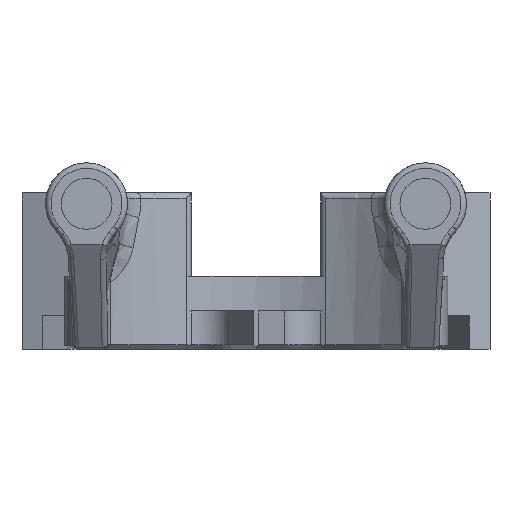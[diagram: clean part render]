
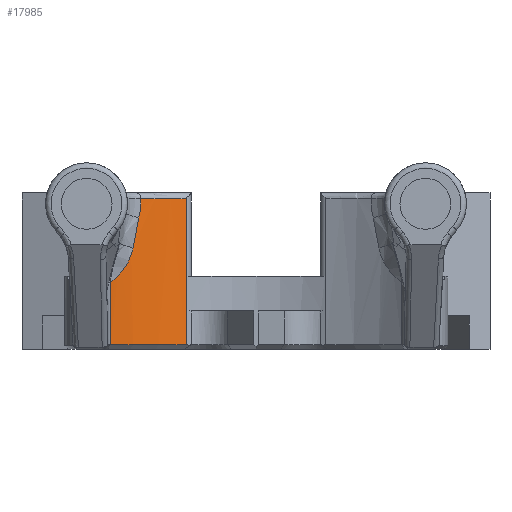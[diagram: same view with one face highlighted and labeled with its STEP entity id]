
A CAD part, front view. The second image highlights one B-rep face of the part: STEP entity #17985.
In plain terms, the highlighted cylindrical face has radius 18 mm (diameter 36 mm), a partial arc.
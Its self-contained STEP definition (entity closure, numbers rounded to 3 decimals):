
#340 = CARTESIAN_POINT ( 'NONE',  ( -10.63, -13.811, 5.01 ) ) ;
#1464 = AXIS2_PLACEMENT_3D ( 'NONE', #4769, #14145, #13959 ) ;
#1585 = EDGE_CURVE ( 'NONE', #15809, #3691, #16652, .T. ) ;
#1616 = CARTESIAN_POINT ( 'NONE',  ( -6.296, -11.474, -6.2 ) ) ;
#1648 = VERTEX_POINT ( 'NONE', #6381 ) ;
#2432 = CARTESIAN_POINT ( 'NONE',  ( -11.096, -14.164, 2.546 ) ) ;
#3145 = CARTESIAN_POINT ( 'NONE',  ( -11.096, -14.164, 2.546 ) ) ;
#3478 = CARTESIAN_POINT ( 'NONE',  ( -10.451, -13.682, 5.813 ) ) ;
#3548 = CARTESIAN_POINT ( 'NONE',  ( -10.778, -13.92, 4.213 ) ) ;
#3669 = EDGE_CURVE ( 'NONE', #4647, #1648, #10560, .T. ) ;
#3691 = VERTEX_POINT ( 'NONE', #4781 ) ;
#3794 = LINE ( 'NONE', #18997, #6508 ) ;
#4647 = VERTEX_POINT ( 'NONE', #6047 ) ;
#4651 = CARTESIAN_POINT ( 'NONE',  ( -12.694, -15.559, -0.258 ) ) ;
#4684 = CARTESIAN_POINT ( 'NONE',  ( -10.588, -13.78, 5.242 ) ) ;
#4769 = CARTESIAN_POINT ( 'NONE',  ( 0., -28.337, -6.6 ) ) ;
#4781 = CARTESIAN_POINT ( 'NONE',  ( -13.131, -16.025, -0.595 ) ) ;
#5270 = EDGE_CURVE ( 'NONE', #3691, #14534, #14690, .T. ) ;
#5555 = EDGE_CURVE ( 'NONE', #1648, #15809, #19414, .T. ) ;
#5800 = CARTESIAN_POINT ( 'NONE',  ( 0., -28.337, -6.2 ) ) ;
#5872 = VERTEX_POINT ( 'NONE', #1616 ) ;
#6047 = CARTESIAN_POINT ( 'NONE',  ( -10.428, -13.665, 7. ) ) ;
#6074 = EDGE_CURVE ( 'NONE', #14534, #5872, #7748, .T. ) ;
#6295 = DIRECTION ( 'NONE',  ( 0., 0., 1. ) ) ;
#6306 = FACE_OUTER_BOUND ( 'NONE', #11452, .T. ) ;
#6321 = CARTESIAN_POINT ( 'NONE',  ( -10.396, -13.643, 6.406 ) ) ;
#6381 = CARTESIAN_POINT ( 'NONE',  ( -10.588, -13.78, 5.242 ) ) ;
#6484 = CARTESIAN_POINT ( 'NONE',  ( -10.673, -13.843, 4.779 ) ) ;
#6508 = VECTOR ( 'NONE', #15996, 1000. ) ;
#7397 = CARTESIAN_POINT ( 'NONE',  ( -11.096, -14.164, 2.546 ) ) ;
#7451 = ORIENTED_EDGE ( 'NONE', *, *, #12149, .F. ) ;
#7748 = CIRCLE ( 'NONE', #16816, 18. ) ;
#7913 = CARTESIAN_POINT ( 'NONE',  ( -11.165, -14.218, 2.193 ) ) ;
#8113 = CARTESIAN_POINT ( 'NONE',  ( -13.131, -16.025, -0.595 ) ) ;
#8532 = ORIENTED_EDGE ( 'NONE', *, *, #5555, .T. ) ;
#8573 = DIRECTION ( 'NONE',  ( 0., 0., -1. ) ) ;
#8654 = DIRECTION ( 'NONE',  ( 0., 0., -1. ) ) ;
#8943 = DIRECTION ( 'NONE',  ( -1., 0., 0. ) ) ;
#9130 = CIRCLE ( 'NONE', #18822, 18. ) ;
#9149 = CARTESIAN_POINT ( 'NONE',  ( 0., -28.337, 7. ) ) ;
#9382 = CARTESIAN_POINT ( 'NONE',  ( -10.428, -13.665, 7. ) ) ;
#9496 = ORIENTED_EDGE ( 'NONE', *, *, #5270, .T. ) ;
#9679 = CYLINDRICAL_SURFACE ( 'NONE', #1464, 18. ) ;
#10131 = ORIENTED_EDGE ( 'NONE', *, *, #1585, .T. ) ;
#10560 = B_SPLINE_CURVE_WITH_KNOTS ( 'NONE', 3,
 ( #9382, #14257, #6321, #3478, #11126, #4684 ),
 .UNSPECIFIED., .F., .F.,
 ( 4, 2, 4 ),
 ( 0.001, 0.001, 0.002 ),
 .UNSPECIFIED. ) ;
#10668 = CARTESIAN_POINT ( 'NONE',  ( -13.131, -16.025, -6.2 ) ) ;
#11126 = CARTESIAN_POINT ( 'NONE',  ( -10.507, -13.722, 5.523 ) ) ;
#11452 = EDGE_LOOP ( 'NONE', ( #9496, #16018, #7451, #17588, #12521, #8532, #10131 ) ) ;
#12149 = EDGE_CURVE ( 'NONE', #14751, #5872, #3794, .T. ) ;
#12521 = ORIENTED_EDGE ( 'NONE', *, *, #3669, .T. ) ;
#12726 = CARTESIAN_POINT ( 'NONE',  ( -11.545, -14.526, 1.244 ) ) ;
#12739 = CARTESIAN_POINT ( 'NONE',  ( -10.904, -14.015, 3.546 ) ) ;
#12789 = EDGE_CURVE ( 'NONE', #14751, #4647, #9130, .T. ) ;
#13959 = DIRECTION ( 'NONE',  ( 1., 0., 0. ) ) ;
#14145 = DIRECTION ( 'NONE',  ( 0., 0., 1. ) ) ;
#14206 = VECTOR ( 'NONE', #8573, 1000. ) ;
#14229 = CARTESIAN_POINT ( 'NONE',  ( -10.588, -13.78, 5.242 ) ) ;
#14257 = CARTESIAN_POINT ( 'NONE',  ( -10.398, -13.644, 6.704 ) ) ;
#14327 = CARTESIAN_POINT ( 'NONE',  ( -10.716, -13.874, 4.547 ) ) ;
#14534 = VERTEX_POINT ( 'NONE', #10668 ) ;
#14690 = LINE ( 'NONE', #16386, #14206 ) ;
#14751 = VERTEX_POINT ( 'NONE', #17833 ) ;
#14869 = DIRECTION ( 'NONE',  ( 1., 0., 0. ) ) ;
#15809 = VERTEX_POINT ( 'NONE', #7397 ) ;
#15955 = CARTESIAN_POINT ( 'NONE',  ( -11.031, -14.113, 2.879 ) ) ;
#15996 = DIRECTION ( 'NONE',  ( 0., 0., -1. ) ) ;
#16018 = ORIENTED_EDGE ( 'NONE', *, *, #6074, .T. ) ;
#16386 = CARTESIAN_POINT ( 'NONE',  ( -13.131, -16.025, -6.6 ) ) ;
#16652 = B_SPLINE_CURVE_WITH_KNOTS ( 'NONE', 3,
 ( #3145, #7913, #18646, #12726, #17242, #18840, #4651, #8113 ),
 .UNSPECIFIED., .F., .F.,
 ( 4, 2, 2, 4 ),
 ( 0., 0.001, 0.002, 0.004 ),
 .UNSPECIFIED. ) ;
#16816 = AXIS2_PLACEMENT_3D ( 'NONE', #5800, #8654, #14869 ) ;
#17242 = CARTESIAN_POINT ( 'NONE',  ( -11.713, -14.667, 0.951 ) ) ;
#17447 = CARTESIAN_POINT ( 'NONE',  ( -10.84, -13.967, 3.88 ) ) ;
#17588 = ORIENTED_EDGE ( 'NONE', *, *, #12789, .T. ) ;
#17833 = CARTESIAN_POINT ( 'NONE',  ( -6.296, -11.474, 7. ) ) ;
#17985 = ADVANCED_FACE ( 'NONE', ( #6306 ), #9679, .F. ) ;
#18646 = CARTESIAN_POINT ( 'NONE',  ( -11.272, -14.302, 1.864 ) ) ;
#18822 = AXIS2_PLACEMENT_3D ( 'NONE', #9149, #6295, #8943 ) ;
#18840 = CARTESIAN_POINT ( 'NONE',  ( -12.262, -15.15, 0.165 ) ) ;
#18848 = CARTESIAN_POINT ( 'NONE',  ( -10.967, -14.064, 3.213 ) ) ;
#18997 = CARTESIAN_POINT ( 'NONE',  ( -6.296, -11.474, 0.45 ) ) ;
#19414 = B_SPLINE_CURVE_WITH_KNOTS ( 'NONE', 3,
 ( #14229, #340, #6484, #14327, #3548, #17447, #12739, #18848, #15955, #2432 ),
 .UNSPECIFIED., .F., .F.,
 ( 4, 3, 3, 4 ),
 ( 0., 0.001, 0.002, 0.003 ),
 .UNSPECIFIED. ) ;
